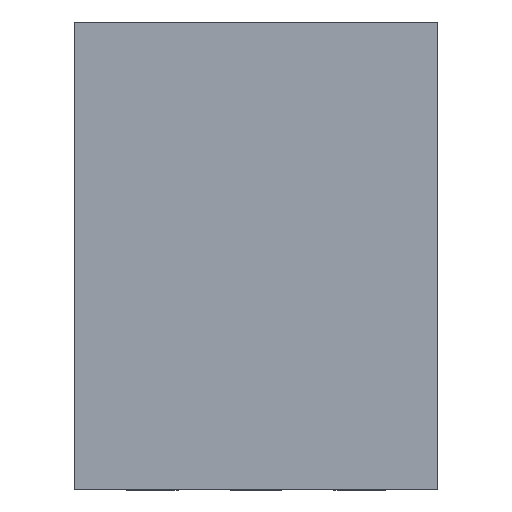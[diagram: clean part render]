
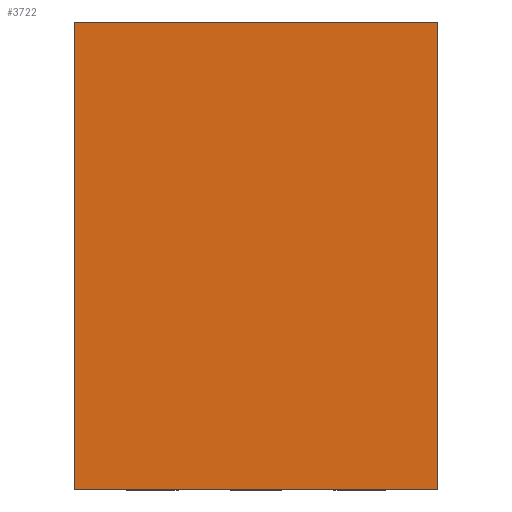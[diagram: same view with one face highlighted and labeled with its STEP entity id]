
A CAD part, top view. The second image highlights one B-rep face of the part: STEP entity #3722.
In plain terms, the highlighted face is planar.
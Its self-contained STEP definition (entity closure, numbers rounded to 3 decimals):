
#2811=DIRECTION('',(0.,0.,1.));
#2812=VECTOR('',#2811,1.8);
#2813=CARTESIAN_POINT('',(-0.7,0.525,-0.9));
#2814=LINE('',#2813,#2812);
#2818=DIRECTION('',(-1.,0.,0.));
#2819=VECTOR('',#2818,1.4);
#2820=CARTESIAN_POINT('',(0.7,0.525,-0.9));
#2821=LINE('',#2820,#2819);
#2825=DIRECTION('',(0.,0.,-1.));
#2826=VECTOR('',#2825,1.8);
#2827=CARTESIAN_POINT('',(0.7,0.525,0.9));
#2828=LINE('',#2827,#2826);
#2832=DIRECTION('',(1.,0.,0.));
#2833=VECTOR('',#2832,1.4);
#2834=CARTESIAN_POINT('',(-0.7,0.525,0.9));
#2835=LINE('',#2834,#2833);
#3098=CARTESIAN_POINT('',(-0.7,0.525,-0.9));
#3099=CARTESIAN_POINT('',(-0.7,0.525,0.9));
#3100=VERTEX_POINT('',#3098);
#3101=VERTEX_POINT('',#3099);
#3102=CARTESIAN_POINT('',(0.7,0.525,0.9));
#3103=VERTEX_POINT('',#3102);
#3104=CARTESIAN_POINT('',(0.7,0.525,-0.9));
#3105=VERTEX_POINT('',#3104);
#3710=CARTESIAN_POINT('',(0.,0.525,0.));
#3711=DIRECTION('',(0.,1.,0.));
#3712=DIRECTION('',(1.,0.,0.));
#3713=AXIS2_PLACEMENT_3D('',#3710,#3711,#3712);
#3714=PLANE('',#3713);
#3715=ORIENTED_EDGE('',*,*,#3450,.F.);
#3717=ORIENTED_EDGE('',*,*,#3716,.F.);
#3718=ORIENTED_EDGE('',*,*,#3569,.F.);
#3719=ORIENTED_EDGE('',*,*,#3632,.F.);
#3720=EDGE_LOOP('',(#3715,#3717,#3718,#3719));
#3721=FACE_OUTER_BOUND('',#3720,.F.);
#3450=EDGE_CURVE('',#3100,#3101,#2814,.T.);
#3569=EDGE_CURVE('',#3103,#3105,#2828,.T.);
#3632=EDGE_CURVE('',#3101,#3103,#2835,.T.);
#3716=EDGE_CURVE('',#3105,#3100,#2821,.T.);
#3722=ADVANCED_FACE('',(#3721),#3714,.T.);
